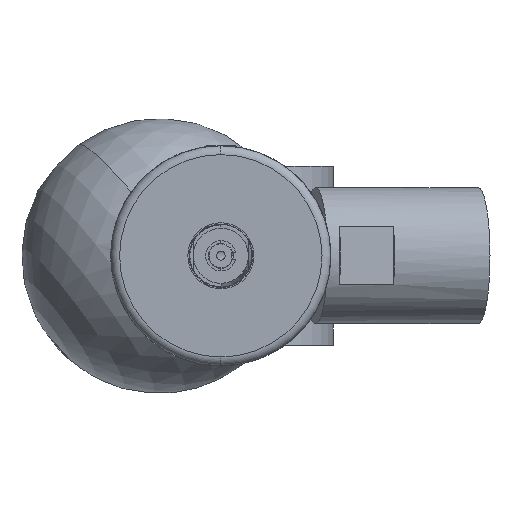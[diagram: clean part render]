
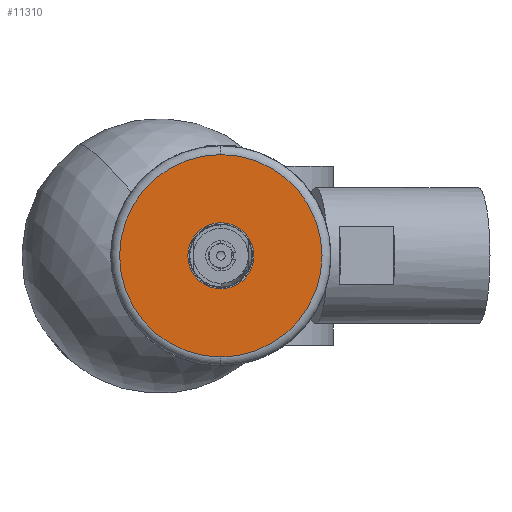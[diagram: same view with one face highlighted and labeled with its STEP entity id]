
A CAD part, left-side view. The second image highlights one B-rep face of the part: STEP entity #11310.
In plain terms, the highlighted planar face has unit normal (-1, 0, 0).
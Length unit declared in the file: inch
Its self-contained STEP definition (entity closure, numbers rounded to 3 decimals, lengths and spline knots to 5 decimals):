
#134 = FACE_OUTER_BOUND ( 'NONE', #10789, .T. ) ;
#286 = CIRCLE ( 'NONE', #14048, 0.0805 ) ;
#1316 = ORIENTED_EDGE ( 'NONE', *, *, #6759, .T. ) ;
#1999 = VERTEX_POINT ( 'NONE', #14306 ) ;
#2193 = AXIS2_PLACEMENT_3D ( 'NONE', #2934, #9720, #10746 ) ;
#2675 = CIRCLE ( 'NONE', #14068, 0.0805 ) ;
#2716 = CIRCLE ( 'NONE', #10567, 0.46 ) ;
#2934 = CARTESIAN_POINT ( 'NONE',  ( -0.0335, 0., 0. ) ) ;
#3158 = EDGE_LOOP ( 'NONE', ( #13417, #13466 ) ) ;
#3514 = CARTESIAN_POINT ( 'NONE',  ( -0.0335, 0.5, 0. ) ) ;
#4384 = DIRECTION ( 'NONE',  ( -1., 0., 0. ) ) ;
#4428 = EDGE_CURVE ( 'NONE', #14388, #1999, #2675, .T. ) ;
#4579 = CIRCLE ( 'NONE', #2193, 0.46 ) ;
#4743 = EDGE_CURVE ( 'NONE', #10938, #7379, #4579, .T. ) ;
#4753 = PLANE ( 'NONE',  #12768 ) ;
#5254 = CARTESIAN_POINT ( 'NONE',  ( -0.0335, 0., -0.0805 ) ) ;
#5663 = FACE_BOUND ( 'NONE', #3158, .T. ) ;
#6759 = EDGE_CURVE ( 'NONE', #7379, #10938, #2716, .T. ) ;
#7379 = VERTEX_POINT ( 'NONE', #9896 ) ;
#7654 = CARTESIAN_POINT ( 'NONE',  ( -0.0335, 0., 0. ) ) ;
#7818 = DIRECTION ( 'NONE',  ( -1., 0., 0. ) ) ;
#7974 = DIRECTION ( 'NONE',  ( 0., 0., -1. ) ) ;
#8345 = DIRECTION ( 'NONE',  ( 0., 0., 1. ) ) ;
#8742 = CARTESIAN_POINT ( 'NONE',  ( -0.0335, 0., 0. ) ) ;
#9117 = ORIENTED_EDGE ( 'NONE', *, *, #4743, .T. ) ;
#9671 = CARTESIAN_POINT ( 'NONE',  ( -0.0335, 0., 0.46 ) ) ;
#9720 = DIRECTION ( 'NONE',  ( -1., 0., 0. ) ) ;
#9896 = CARTESIAN_POINT ( 'NONE',  ( -0.0335, 0., -0.46 ) ) ;
#10353 = DIRECTION ( 'NONE',  ( 1., 0., 0. ) ) ;
#10567 = AXIS2_PLACEMENT_3D ( 'NONE', #8742, #7818, #11155 ) ;
#10746 = DIRECTION ( 'NONE',  ( 0., 0., -1. ) ) ;
#10789 = EDGE_LOOP ( 'NONE', ( #1316, #9117 ) ) ;
#10938 = VERTEX_POINT ( 'NONE', #9671 ) ;
#11155 = DIRECTION ( 'NONE',  ( 0., 0., -1. ) ) ;
#11310 = ADVANCED_FACE ( 'NONE', ( #5663, #134 ), #4753, .F. ) ;
#11671 = CARTESIAN_POINT ( 'NONE',  ( -0.0335, 0., 0. ) ) ;
#12314 = EDGE_CURVE ( 'NONE', #1999, #14388, #286, .T. ) ;
#12768 = AXIS2_PLACEMENT_3D ( 'NONE', #3514, #10353, #7974 ) ;
#12856 = DIRECTION ( 'NONE',  ( -1., 0., 0. ) ) ;
#13417 = ORIENTED_EDGE ( 'NONE', *, *, #12314, .F. ) ;
#13446 = DIRECTION ( 'NONE',  ( 0., 0., 1. ) ) ;
#13466 = ORIENTED_EDGE ( 'NONE', *, *, #4428, .F. ) ;
#14048 = AXIS2_PLACEMENT_3D ( 'NONE', #7654, #4384, #13446 ) ;
#14068 = AXIS2_PLACEMENT_3D ( 'NONE', #11671, #12856, #8345 ) ;
#14306 = CARTESIAN_POINT ( 'NONE',  ( -0.0335, 0., 0.0805 ) ) ;
#14388 = VERTEX_POINT ( 'NONE', #5254 ) ;
